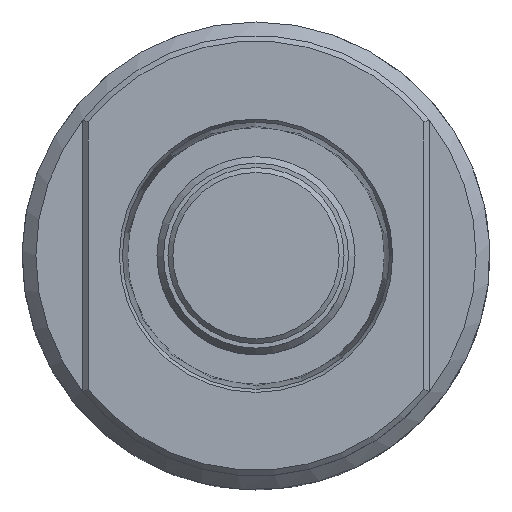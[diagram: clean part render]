
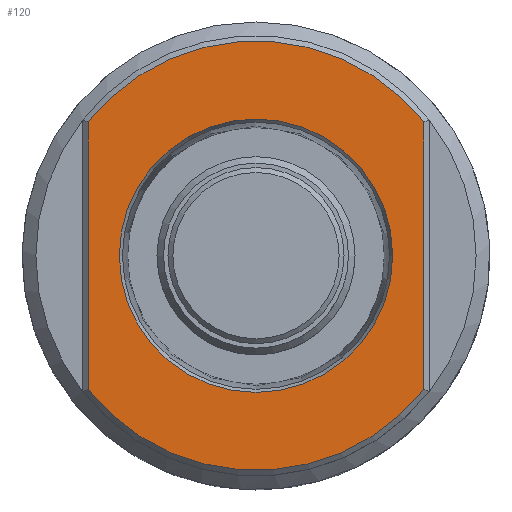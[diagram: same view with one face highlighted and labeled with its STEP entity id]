
A CAD part, top view. The second image highlights one B-rep face of the part: STEP entity #120.
In plain terms, the highlighted planar face has unit normal (0, 0, 1).
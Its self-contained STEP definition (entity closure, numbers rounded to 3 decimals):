
#35=LINE('',#890,#45);
#36=LINE('',#896,#46);
#45=VECTOR('',#720,1.);
#46=VECTOR('',#727,1.);
#120=ADVANCED_FACE('',(#198,#199),#149,.T.);
#149=PLANE('',#592);
#198=FACE_BOUND('',#264,.T.);
#199=FACE_BOUND('',#265,.T.);
#264=EDGE_LOOP('',(#343,#344,#345,#346));
#265=EDGE_LOOP('',(#347));
#343=ORIENTED_EDGE('',*,*,#477,.T.);
#344=ORIENTED_EDGE('',*,*,#476,.T.);
#345=ORIENTED_EDGE('',*,*,#478,.T.);
#346=ORIENTED_EDGE('',*,*,#479,.T.);
#347=ORIENTED_EDGE('',*,*,#471,.T.);
#427=VERTEX_POINT('',#873);
#429=VERTEX_POINT('',#881);
#432=VERTEX_POINT('',#889);
#433=VERTEX_POINT('',#893);
#434=VERTEX_POINT('',#895);
#471=EDGE_CURVE('',#427,#427,#525,.T.);
#476=EDGE_CURVE('',#429,#432,#35,.T.);
#477=EDGE_CURVE('',#433,#429,#527,.T.);
#478=EDGE_CURVE('',#432,#434,#528,.T.);
#479=EDGE_CURVE('',#434,#433,#36,.T.);
#525=CIRCLE('',#586,24.842);
#527=CIRCLE('',#590,39.);
#528=CIRCLE('',#591,39.);
#586=AXIS2_PLACEMENT_3D('',#872,#713,#714);
#590=AXIS2_PLACEMENT_3D('',#892,#723,#724);
#591=AXIS2_PLACEMENT_3D('',#894,#725,#726);
#592=AXIS2_PLACEMENT_3D('',#897,#728,#729);
#713=DIRECTION('',(0.,0.,-1.));
#714=DIRECTION('',(0.,1.,0.));
#720=DIRECTION('',(0.,-1.,0.));
#723=DIRECTION('',(0.,0.,1.));
#724=DIRECTION('',(0.,1.,0.));
#725=DIRECTION('',(0.,0.,1.));
#726=DIRECTION('',(0.,1.,0.));
#727=DIRECTION('',(0.,1.,0.));
#728=DIRECTION('',(0.,0.,1.));
#729=DIRECTION('',(0.,1.,0.));
#872=CARTESIAN_POINT('',(0.,0.,40.));
#873=CARTESIAN_POINT('',(0.,24.842,40.));
#881=CARTESIAN_POINT('',(-30.5,24.305,40.));
#889=CARTESIAN_POINT('',(-30.5,-24.305,40.));
#890=CARTESIAN_POINT('',(-30.5,-24.653,40.));
#892=CARTESIAN_POINT('',(0.,0.,40.));
#893=CARTESIAN_POINT('',(30.5,24.305,40.));
#894=CARTESIAN_POINT('',(0.,0.,40.));
#895=CARTESIAN_POINT('',(30.5,-24.305,40.));
#896=CARTESIAN_POINT('',(30.5,24.653,40.));
#897=CARTESIAN_POINT('',(0.,24.315,40.));
